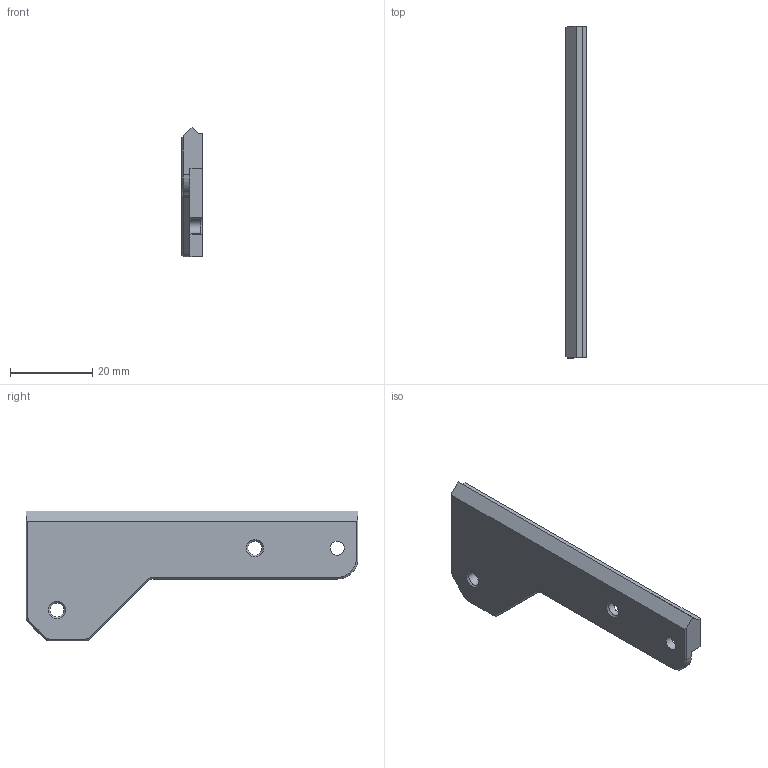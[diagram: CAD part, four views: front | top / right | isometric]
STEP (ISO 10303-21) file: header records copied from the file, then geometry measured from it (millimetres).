
FILE_DESCRIPTION(/* description */ (''),/* implementation_level */ '2;1');
FILE_NAME(/* name */ 'CornerPanel_3mm.stp',/* time_stamp */ '2022-01-15T08:48:10-06:00',/* author */ ('Keith'),/* organization */ (''),/* preprocessor_version */ 'ST-DEVELOPER v18.1',/* originating_system */ 'Autodesk Inventor 2022',/* authorisation */ '');
FILE_SCHEMA (('AUTOMOTIVE_DESIGN { 1 0 10303 214 3 1 1 }'));
Length unit declared in the file: millimetre
Products named in the file (1): CornerPanel_3mm
Bounding box: 5 x 80.5 x 31.5 mm (x, y, z)
Volume: 5616.9 mm3; surface area: 4179.7 mm2
Topology: 1 solids, 1 shells, 59 faces, 156 edges, 96 vertices
Faces by surface type: plane 41, cone 10, cylinder 8
Full cylindrical faces by diameter (mm): 3.4 x3
Entity records: 1852 total; most frequent: ORIENTED_EDGE 312, CARTESIAN_POINT 312, DIRECTION 308, EDGE_CURVE 156, LINE 124, VECTOR 124, VERTEX_POINT 96, AXIS2_PLACEMENT_3D 92
